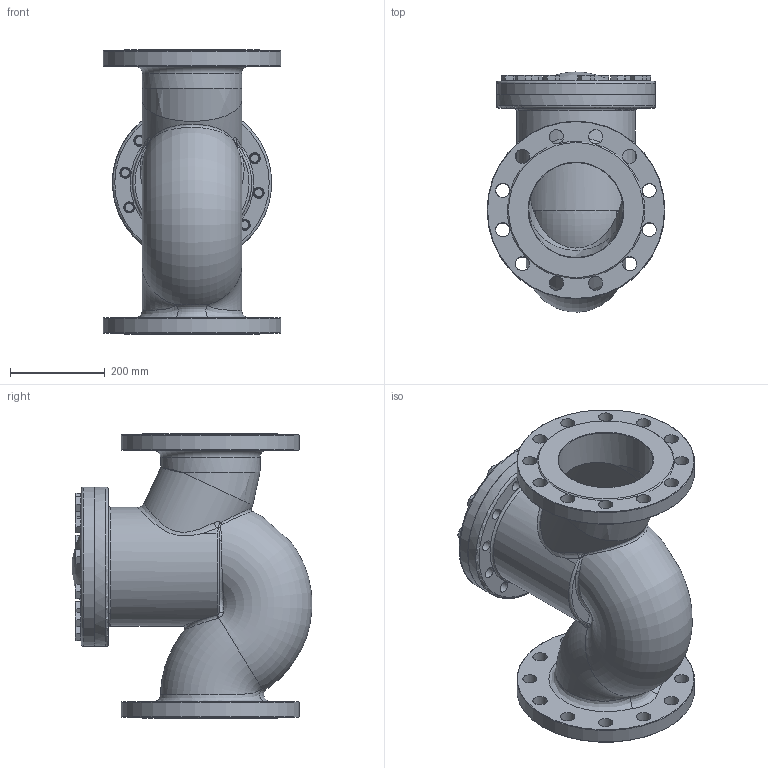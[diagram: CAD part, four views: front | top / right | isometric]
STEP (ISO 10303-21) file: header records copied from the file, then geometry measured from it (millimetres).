
FILE_DESCRIPTION(/* description */ (''),/* implementation_level */ '2;1');
FILE_NAME(/* name */ 'DN200_3D_STEP.stp',/* time_stamp */ '2025-12-02T01:08:59+03:00',/* author */ ('igorr'),/* organization */ (''),/* preprocessor_version */ 'ST-DEVELOPER v20',/* originating_system */ 'Autodesk Inventor 2025',/* authorisation */ '');
FILE_SCHEMA (('AUTOMOTIVE_DESIGN { 1 0 10303 214 3 1 1 }'));
Length unit declared in the file: millimetre
Products named in the file (3): Сборка1; Деталь1; AS 1110 - M20 x 35
Assembly tree (13 placements, depth 2):
  Сборка1
    Деталь1
    AS 1110 - M20 x 35  x12
Bounding box: 375 x 506.25 x 600 mm (x, y, z)
Volume: 23368075.7 mm3; surface area: 1862204.9 mm2
Topology: 13 solids, 13 shells, 477 faces, 1155 edges, 707 vertices
Faces by surface type: plane 232, cylinder 95, cone 92, bspline 45, torus 12, sphere 1
Full cylindrical faces by diameter (mm): 15 x1, 20 x12, 23.184 x24, 30 x36, 200 x3, 210 x2, 250.867 x1, 335.745 x2, 375 x2
Entity records: 10516 total; most frequent: CARTESIAN_POINT 4574, ORIENTED_EDGE 1184, DIRECTION 1137, EDGE_CURVE 592, AXIS2_PLACEMENT_3D 479, VERTEX_POINT 377, EDGE_LOOP 303, CIRCLE 281
